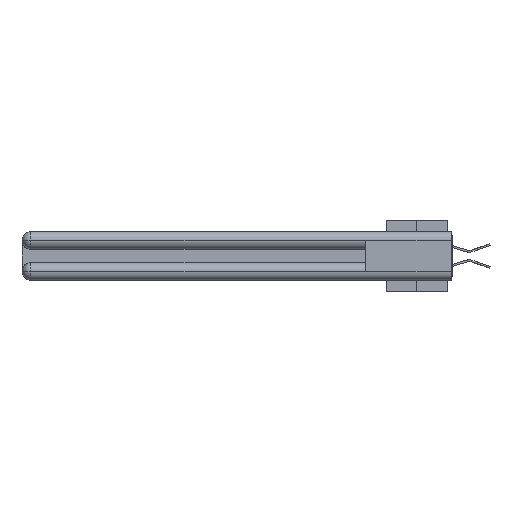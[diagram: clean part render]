
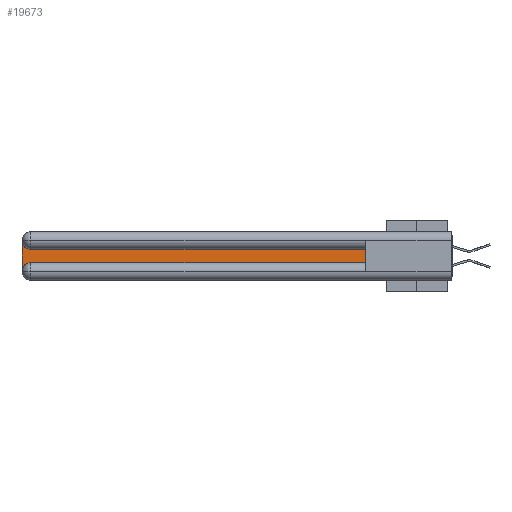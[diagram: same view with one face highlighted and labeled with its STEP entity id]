
A CAD part, left-side view. The second image highlights one B-rep face of the part: STEP entity #19673.
In plain terms, the highlighted planar face has unit normal (-1, 0, 0).
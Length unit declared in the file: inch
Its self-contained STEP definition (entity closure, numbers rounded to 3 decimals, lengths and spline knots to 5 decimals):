
#2181 = EDGE_CURVE ( 'NONE', #6080, #40433, #26830, .T. ) ;
#3520 = CARTESIAN_POINT ( 'NONE',  ( 0.075, 0.6, -0.1225 ) ) ;
#3678 = EDGE_CURVE ( 'NONE', #40433, #13814, #41389, .T. ) ;
#3979 = CARTESIAN_POINT ( 'NONE',  ( 0.075, 0.6, -0.1225 ) ) ;
#5436 = VECTOR ( 'NONE', #28016, 39.37008 ) ;
#5438 = CARTESIAN_POINT ( 'NONE',  ( 0.075, 2.94, -0.1225 ) ) ;
#5925 = DIRECTION ( 'NONE',  ( 0., 0., -1. ) ) ;
#6080 = VERTEX_POINT ( 'NONE', #31526 ) ;
#6447 = CARTESIAN_POINT ( 'NONE',  ( 0.075, 0.6, -0.2175 ) ) ;
#6940 = CARTESIAN_POINT ( 'NONE',  ( 0.075, 3., -0.0625 ) ) ;
#6946 = LINE ( 'NONE', #40894, #8087 ) ;
#8087 = VECTOR ( 'NONE', #31515, 39.37008 ) ;
#8238 = ORIENTED_EDGE ( 'NONE', *, *, #13258, .T. ) ;
#8320 = ORIENTED_EDGE ( 'NONE', *, *, #3678, .T. ) ;
#10136 = DIRECTION ( 'NONE',  ( 0., -1., 0. ) ) ;
#11067 = CARTESIAN_POINT ( 'NONE',  ( 0.075, 2.94, -0.2175 ) ) ;
#11130 = AXIS2_PLACEMENT_3D ( 'NONE', #19192, #16388, #42866 ) ;
#11369 = VECTOR ( 'NONE', #10136, 39.37008 ) ;
#11991 = EDGE_LOOP ( 'NONE', ( #31231, #38184, #8238, #32656, #8320, #13080 ) ) ;
#13080 = ORIENTED_EDGE ( 'NONE', *, *, #24362, .T. ) ;
#13098 = CARTESIAN_POINT ( 'NONE',  ( 0.075, 0.6, -0.2175 ) ) ;
#13258 = EDGE_CURVE ( 'NONE', #38358, #6080, #6946, .T. ) ;
#13814 = VERTEX_POINT ( 'NONE', #6447 ) ;
#14568 = AXIS2_PLACEMENT_3D ( 'NONE', #38591, #42554, #31215 ) ;
#16388 = DIRECTION ( 'NONE',  ( 1., 0., 0. ) ) ;
#17740 = CARTESIAN_POINT ( 'NONE',  ( 0.075, 3., -0.1225 ) ) ;
#19192 = CARTESIAN_POINT ( 'NONE',  ( 0.075, 2.94, -0.2775 ) ) ;
#19673 = ADVANCED_FACE ( 'NONE', ( #21885 ), #21356, .F. ) ;
#21356 = PLANE ( 'NONE',  #45402 ) ;
#21622 = EDGE_CURVE ( 'NONE', #42889, #38358, #26896, .T. ) ;
#21872 = LINE ( 'NONE', #24902, #5436 ) ;
#21885 = FACE_OUTER_BOUND ( 'NONE', #11991, .T. ) ;
#24107 = VECTOR ( 'NONE', #38143, 39.37008 ) ;
#24362 = EDGE_CURVE ( 'NONE', #13814, #48234, #21872, .T. ) ;
#24902 = CARTESIAN_POINT ( 'NONE',  ( 0.075, 0.6, -0.2175 ) ) ;
#25422 = EDGE_CURVE ( 'NONE', #48234, #42889, #31804, .T. ) ;
#26830 = CIRCLE ( 'NONE', #11130, 0.06 ) ;
#26896 = CIRCLE ( 'NONE', #14568, 0.06 ) ;
#28016 = DIRECTION ( 'NONE',  ( 0., 0., 1. ) ) ;
#31215 = DIRECTION ( 'NONE',  ( 0., 0., -1. ) ) ;
#31231 = ORIENTED_EDGE ( 'NONE', *, *, #25422, .T. ) ;
#31515 = DIRECTION ( 'NONE',  ( 0., 0., -1. ) ) ;
#31526 = CARTESIAN_POINT ( 'NONE',  ( 0.075, 3., -0.2775 ) ) ;
#31804 = LINE ( 'NONE', #3979, #24107 ) ;
#32656 = ORIENTED_EDGE ( 'NONE', *, *, #2181, .T. ) ;
#38143 = DIRECTION ( 'NONE',  ( 0., 1., 0. ) ) ;
#38184 = ORIENTED_EDGE ( 'NONE', *, *, #21622, .T. ) ;
#38358 = VERTEX_POINT ( 'NONE', #6940 ) ;
#38591 = CARTESIAN_POINT ( 'NONE',  ( 0.075, 2.94, -0.0625 ) ) ;
#40433 = VERTEX_POINT ( 'NONE', #11067 ) ;
#40894 = CARTESIAN_POINT ( 'NONE',  ( 0.075, 3., -0.2175 ) ) ;
#41389 = LINE ( 'NONE', #13098, #11369 ) ;
#42554 = DIRECTION ( 'NONE',  ( 1., 0., 0. ) ) ;
#42866 = DIRECTION ( 'NONE',  ( 0., 0., -1. ) ) ;
#42889 = VERTEX_POINT ( 'NONE', #5438 ) ;
#43745 = DIRECTION ( 'NONE',  ( 1., 0., 0. ) ) ;
#45402 = AXIS2_PLACEMENT_3D ( 'NONE', #17740, #43745, #5925 ) ;
#48234 = VERTEX_POINT ( 'NONE', #3520 ) ;
